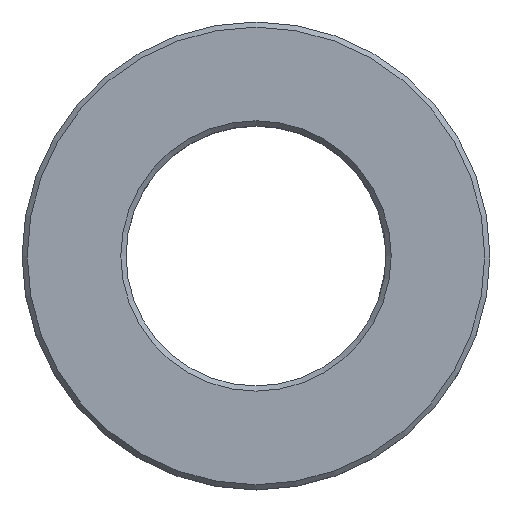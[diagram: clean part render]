
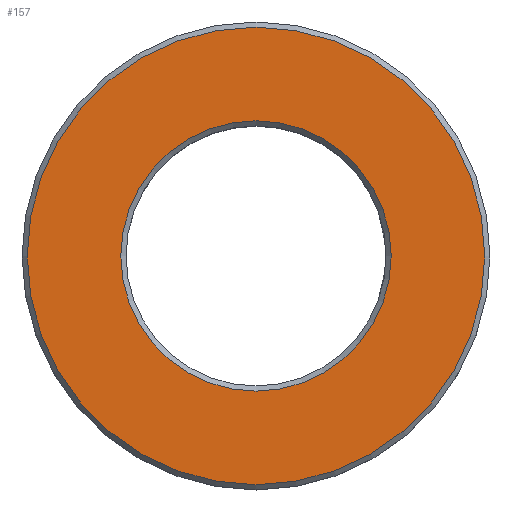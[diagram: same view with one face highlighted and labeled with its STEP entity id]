
A CAD part, top view. The second image highlights one B-rep face of the part: STEP entity #157.
In plain terms, the highlighted planar face has unit normal (0, 0, 1).
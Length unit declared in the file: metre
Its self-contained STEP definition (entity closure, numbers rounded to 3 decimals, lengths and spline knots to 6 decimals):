
#157=ADVANCED_FACE('',(#181,#182),#183,.T.);
#181=FACE_BOUND('',#2752,.T.);
#182=FACE_OUTER_BOUND('',#2753,.T.);
#183=PLANE('',#2754);
#2752=EDGE_LOOP('',(#5339));
#2753=EDGE_LOOP('',(#5340));
#2754=AXIS2_PLACEMENT_3D('',#5341,#5342,#5343);
#5339=ORIENTED_EDGE('',*,*,#5413,.T.);
#5340=ORIENTED_EDGE('',*,*,#5414,.F.);
#5341=CARTESIAN_POINT('',(0.022,0.0,0.016));
#5342=DIRECTION('',(0.0,0.,1.0));
#5343=DIRECTION('',(0.0,-1.0,0.));
#5413=EDGE_CURVE('',#5446,#5446,#5447,.T.);
#5414=EDGE_CURVE('',#5448,#5448,#5449,.T.);
#5446=VERTEX_POINT('',#5562);
#5447=CIRCLE('',#5563,0.013);
#5448=VERTEX_POINT('',#5564);
#5449=CIRCLE('',#5565,0.022);
#5562=CARTESIAN_POINT('',(0.0,0.013,0.016));
#5563=AXIS2_PLACEMENT_3D('',#5639,#5640,#5641);
#5564=CARTESIAN_POINT('',(0.0,0.022,0.016));
#5565=AXIS2_PLACEMENT_3D('',#5642,#5643,#5644);
#5639=CARTESIAN_POINT('',(0.0,0.0,0.016));
#5640=DIRECTION('',(0.0,0.,-1.0));
#5641=DIRECTION('',(0.0,1.0,0.));
#5642=CARTESIAN_POINT('',(0.0,0.0,0.016));
#5643=DIRECTION('',(0.0,0.,-1.0));
#5644=DIRECTION('',(0.0,1.0,0.));
